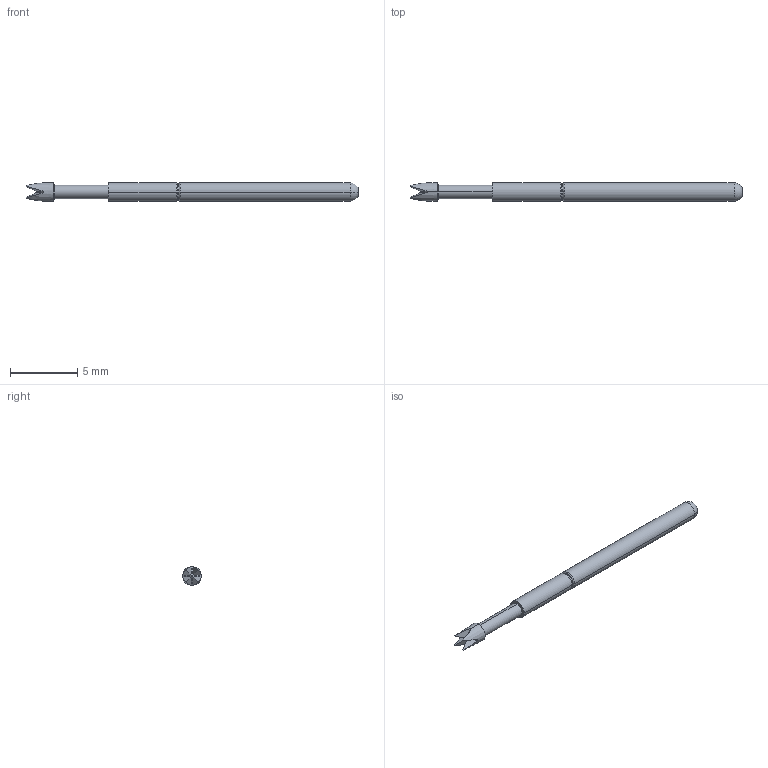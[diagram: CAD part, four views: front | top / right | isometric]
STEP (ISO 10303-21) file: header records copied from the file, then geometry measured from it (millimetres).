
FILE_DESCRIPTION (( 'STEP AP214' ), '1' );
FILE_NAME ('100-PL_1624_.STEP', '2016-05-10T14:54:17', ( 'spare' ), ( '' ), 'SwSTEP 2.0', 'SolidWorks 2016', '' );
FILE_SCHEMA (( 'AUTOMOTIVE_DESIGN' ));
Length unit declared in the file: inch
Products named in the file (1): 100-PL_1624_
Bounding box: 24.64 x 1.41 x 1.41 mm (x, y, z)
Volume: 32.2 mm3; surface area: 104.5 mm2
Topology: 1 solids, 1 shells, 46 faces, 110 edges, 67 vertices
Faces by surface type: cone 14, cylinder 12, torus 10, plane 8, sphere 2
Entity records: 1980 total; most frequent: CARTESIAN_POINT 308, DIRECTION 232, ORIENTED_EDGE 212, AXIS2_PLACEMENT_3D 109, EDGE_CURVE 106, VERTEX_POINT 65, CIRCLE 62, LENGTH_MEASURE_WITH_UNIT 49
